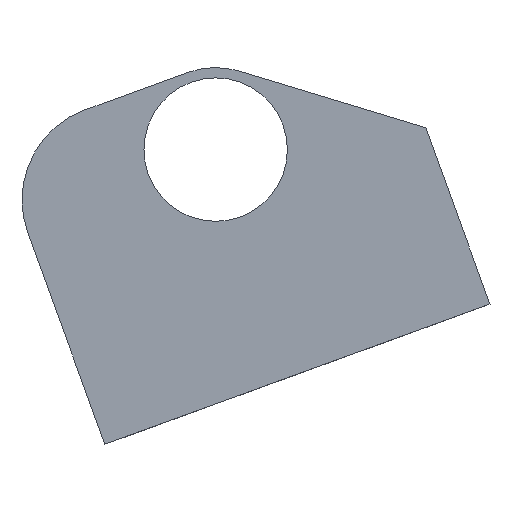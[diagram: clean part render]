
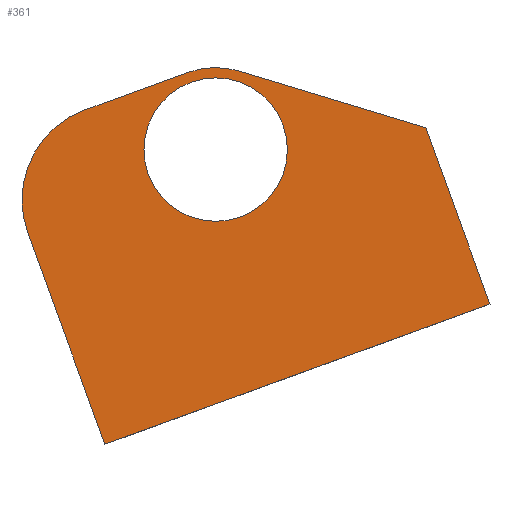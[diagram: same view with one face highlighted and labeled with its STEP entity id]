
A CAD part, left-side view. The second image highlights one B-rep face of the part: STEP entity #361.
In plain terms, the highlighted planar face has unit normal (-1, 0, 0).
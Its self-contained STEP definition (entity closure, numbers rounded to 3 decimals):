
#1 = DIRECTION ( 'NONE',  ( 0., 1., 0. ) ) ;
#5 = CARTESIAN_POINT ( 'NONE',  ( 48., 176.977, -37.741 ) ) ;
#8 = VERTEX_POINT ( 'NONE', #110 ) ;
#9 = ORIENTED_EDGE ( 'NONE', *, *, #399, .F. ) ;
#11 = DIRECTION ( 'NONE',  ( 0., 0., -1. ) ) ;
#13 = VERTEX_POINT ( 'NONE', #491 ) ;
#19 = AXIS2_PLACEMENT_3D ( 'NONE', #5, #129, #11 ) ;
#28 = VERTEX_POINT ( 'NONE', #337 ) ;
#45 = EDGE_LOOP ( 'NONE', ( #469, #467 ) ) ;
#58 = CARTESIAN_POINT ( 'NONE',  ( 48., 190.048, -39.838 ) ) ;
#66 = CARTESIAN_POINT ( 'NONE',  ( 48., 185.589, -35.129 ) ) ;
#70 = AXIS2_PLACEMENT_3D ( 'NONE', #305, #267, #115 ) ;
#73 = CIRCLE ( 'NONE', #142, 2.625 ) ;
#85 = CARTESIAN_POINT ( 'NONE',  ( 48., 193.337, -41.035 ) ) ;
#86 = ORIENTED_EDGE ( 'NONE', *, *, #255, .F. ) ;
#87 = EDGE_LOOP ( 'NONE', ( #9, #86, #349, #373, #383, #433, #121 ) ) ;
#96 = DIRECTION ( 'NONE',  ( 1., 0., 0. ) ) ;
#99 = DIRECTION ( 'NONE',  ( 0., -0.94, 0.342 ) ) ;
#104 = DIRECTION ( 'NONE',  ( 0., 0., -1. ) ) ;
#106 = LINE ( 'NONE', #257, #181 ) ;
#110 = CARTESIAN_POINT ( 'NONE',  ( 48., 183.835, -38. ) ) ;
#115 = DIRECTION ( 'NONE',  ( 0., 0., -1. ) ) ;
#121 = ORIENTED_EDGE ( 'NONE', *, *, #452, .F. ) ;
#124 = VERTEX_POINT ( 'NONE', #150 ) ;
#129 = DIRECTION ( 'NONE',  ( 1., 0., 0. ) ) ;
#138 = VECTOR ( 'NONE', #483, 1000. ) ;
#142 = AXIS2_PLACEMENT_3D ( 'NONE', #393, #186, #1 ) ;
#146 = DIRECTION ( 'NONE',  ( 0., -0.342, -0.94 ) ) ;
#150 = CARTESIAN_POINT ( 'NONE',  ( 48., 191.245, -36.549 ) ) ;
#153 = LINE ( 'NONE', #485, #138 ) ;
#168 = EDGE_CURVE ( 'NONE', #370, #456, #486, .T. ) ;
#171 = EDGE_CURVE ( 'NONE', #456, #28, #106, .T. ) ;
#180 = EDGE_CURVE ( 'NONE', #8, #13, #348, .T. ) ;
#181 = VECTOR ( 'NONE', #146, 1000. ) ;
#186 = DIRECTION ( 'NONE',  ( 1., 0., 0. ) ) ;
#188 = PLANE ( 'NONE',  #19 ) ;
#197 = FACE_BOUND ( 'NONE', #45, .T. ) ;
#209 = DIRECTION ( 'NONE',  ( 1., 0., 0. ) ) ;
#211 = DIRECTION ( 'NONE',  ( 0., 1., 0. ) ) ;
#224 = CIRCLE ( 'NONE', #70, 3. ) ;
#253 = VECTOR ( 'NONE', #295, 1000. ) ;
#255 = EDGE_CURVE ( 'NONE', #28, #458, #482, .T. ) ;
#257 = CARTESIAN_POINT ( 'NONE',  ( 48., 178.771, -37.197 ) ) ;
#259 = VECTOR ( 'NONE', #99, 1000. ) ;
#261 = CARTESIAN_POINT ( 'NONE',  ( 48., 186.46, -38. ) ) ;
#267 = DIRECTION ( 'NONE',  ( 1., 0., 0. ) ) ;
#276 = VERTEX_POINT ( 'NONE', #369 ) ;
#284 = CARTESIAN_POINT ( 'NONE',  ( 48., 185.589, -35.129 ) ) ;
#291 = EDGE_CURVE ( 'NONE', #276, #370, #224, .T. ) ;
#295 = DIRECTION ( 'NONE',  ( 0., -0.957, -0.29 ) ) ;
#305 = CARTESIAN_POINT ( 'NONE',  ( 48., 186.46, -38. ) ) ;
#312 = VERTEX_POINT ( 'NONE', #85 ) ;
#325 = CARTESIAN_POINT ( 'NONE',  ( 48., 190.515, -48.787 ) ) ;
#336 = DIRECTION ( 'NONE',  ( 0., 0.94, -0.342 ) ) ;
#337 = CARTESIAN_POINT ( 'NONE',  ( 48., 176.42, -43.657 ) ) ;
#348 = CIRCLE ( 'NONE', #440, 2.625 ) ;
#349 = ORIENTED_EDGE ( 'NONE', *, *, #171, .F. ) ;
#352 = FACE_OUTER_BOUND ( 'NONE', #87, .T. ) ;
#361 = ADVANCED_FACE ( 'NONE', ( #197, #352 ), #188, .F. ) ;
#366 = VECTOR ( 'NONE', #336, 1000. ) ;
#369 = CARTESIAN_POINT ( 'NONE',  ( 48., 187.486, -35.181 ) ) ;
#370 = VERTEX_POINT ( 'NONE', #284 ) ;
#373 = ORIENTED_EDGE ( 'NONE', *, *, #168, .F. ) ;
#383 = ORIENTED_EDGE ( 'NONE', *, *, #291, .F. ) ;
#393 = CARTESIAN_POINT ( 'NONE',  ( 48., 186.46, -38. ) ) ;
#396 = EDGE_CURVE ( 'NONE', #13, #8, #73, .T. ) ;
#399 = EDGE_CURVE ( 'NONE', #458, #312, #153, .T. ) ;
#404 = CARTESIAN_POINT ( 'NONE',  ( 48., 178.771, -37.197 ) ) ;
#406 = CARTESIAN_POINT ( 'NONE',  ( 48., 176.42, -43.657 ) ) ;
#409 = CIRCLE ( 'NONE', #419, 3.5 ) ;
#419 = AXIS2_PLACEMENT_3D ( 'NONE', #58, #209, #104 ) ;
#433 = ORIENTED_EDGE ( 'NONE', *, *, #438, .F. ) ;
#438 = EDGE_CURVE ( 'NONE', #124, #276, #480, .T. ) ;
#440 = AXIS2_PLACEMENT_3D ( 'NONE', #261, #96, #211 ) ;
#442 = CARTESIAN_POINT ( 'NONE',  ( 48., 191.245, -36.549 ) ) ;
#452 = EDGE_CURVE ( 'NONE', #312, #124, #409, .T. ) ;
#456 = VERTEX_POINT ( 'NONE', #404 ) ;
#458 = VERTEX_POINT ( 'NONE', #325 ) ;
#467 = ORIENTED_EDGE ( 'NONE', *, *, #180, .T. ) ;
#469 = ORIENTED_EDGE ( 'NONE', *, *, #396, .T. ) ;
#480 = LINE ( 'NONE', #442, #259 ) ;
#482 = LINE ( 'NONE', #406, #366 ) ;
#483 = DIRECTION ( 'NONE',  ( 0., 0.342, 0.94 ) ) ;
#485 = CARTESIAN_POINT ( 'NONE',  ( 48., 190.515, -48.787 ) ) ;
#486 = LINE ( 'NONE', #66, #253 ) ;
#491 = CARTESIAN_POINT ( 'NONE',  ( 48., 189.085, -38. ) ) ;
